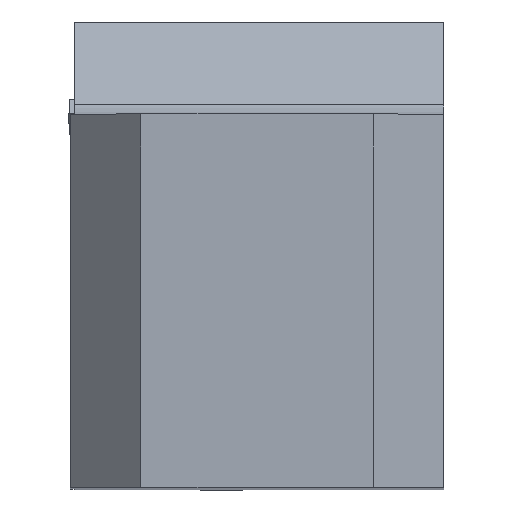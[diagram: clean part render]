
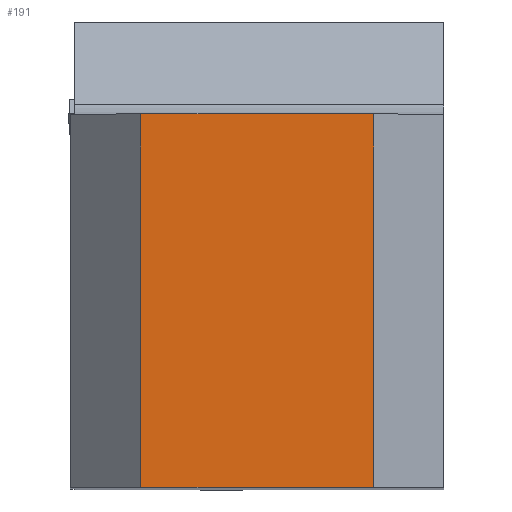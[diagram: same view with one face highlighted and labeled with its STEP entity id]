
A CAD part, top view. The second image highlights one B-rep face of the part: STEP entity #191.
In plain terms, the highlighted planar face has unit normal (0, 0, 1).
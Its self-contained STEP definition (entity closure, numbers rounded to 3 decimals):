
#191=ADVANCED_FACE('CU_BACK_SU1',(#303),#260,.F.);
#260=PLANE('',#1516);
#303=FACE_OUTER_BOUND('',#373,.T.);
#373=EDGE_LOOP('',(#797,#798,#799,#800));
#467=LINE('',#1974,#604);
#482=LINE('',#2010,#619);
#483=LINE('',#2012,#620);
#484=LINE('',#2014,#621);
#604=VECTOR('',#1636,1.);
#619=VECTOR('',#1671,1.);
#620=VECTOR('',#1672,1.);
#621=VECTOR('',#1673,1.);
#797=ORIENTED_EDGE('',*,*,#1293,.F.);
#798=ORIENTED_EDGE('',*,*,#1274,.T.);
#799=ORIENTED_EDGE('',*,*,#1294,.T.);
#800=ORIENTED_EDGE('',*,*,#1295,.T.);
#1143=VERTEX_POINT('',#1973);
#1144=VERTEX_POINT('',#1975);
#1155=VERTEX_POINT('',#2011);
#1156=VERTEX_POINT('',#2013);
#1274=EDGE_CURVE('',#1144,#1143,#467,.T.);
#1293=EDGE_CURVE('',#1144,#1155,#482,.T.);
#1294=EDGE_CURVE('',#1143,#1156,#483,.T.);
#1295=EDGE_CURVE('',#1156,#1155,#484,.T.);
#1516=AXIS2_PLACEMENT_3D('',#2015,#1674,#1675);
#1636=DIRECTION('',(1.,0.,0.));
#1671=DIRECTION('',(0.,1.,0.));
#1672=DIRECTION('',(0.,1.,0.));
#1673=DIRECTION('',(-1.,0.,0.));
#1674=DIRECTION('',(0.,0.,-1.));
#1675=DIRECTION('',(-1.,0.,0.));
#1973=CARTESIAN_POINT('',(-3.,0.,0.));
#1974=CARTESIAN_POINT('',(22.796,0.,0.));
#1975=CARTESIAN_POINT('',(-12.925,0.,0.));
#2010=CARTESIAN_POINT('',(-12.925,0.,0.));
#2011=CARTESIAN_POINT('',(-12.925,15.925,0.));
#2012=CARTESIAN_POINT('',(-3.,0.,0.));
#2013=CARTESIAN_POINT('',(-3.,15.925,0.));
#2014=CARTESIAN_POINT('',(22.796,15.925,0.));
#2015=CARTESIAN_POINT('',(22.796,35.925,0.));
